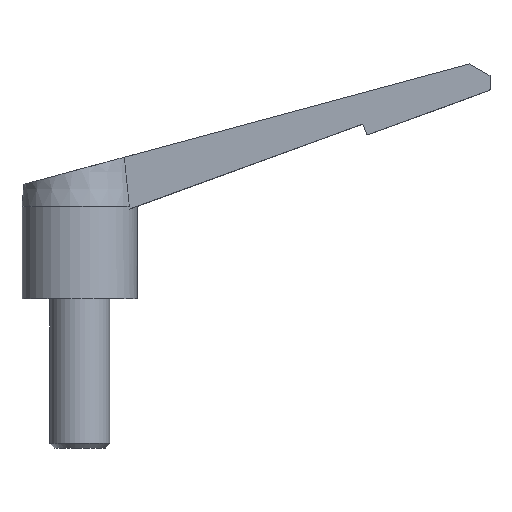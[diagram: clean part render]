
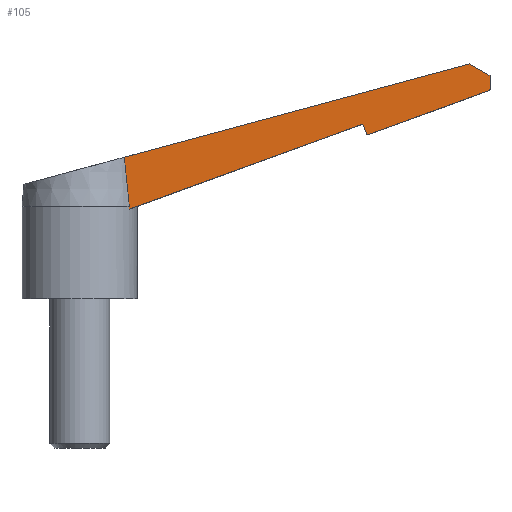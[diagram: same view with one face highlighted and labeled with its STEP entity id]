
A CAD part, top view. The second image highlights one B-rep face of the part: STEP entity #105.
In plain terms, the highlighted planar face has unit normal (0, 0, 1).
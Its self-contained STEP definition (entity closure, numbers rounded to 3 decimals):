
#105 = ADVANCED_FACE( '', ( #180 ), #181, .T. );
#180 = FACE_OUTER_BOUND( '', #269, .T. );
#181 = PLANE( '', #270 );
#269 = EDGE_LOOP( '', ( #527, #528, #529, #530, #531, #532, #533, #534, #535, #536, #537 ) );
#270 = AXIS2_PLACEMENT_3D( '', #538, #539, #540 );
#527 = ORIENTED_EDGE( '', *, *, #740, .F. );
#528 = ORIENTED_EDGE( '', *, *, #659, .F. );
#529 = ORIENTED_EDGE( '', *, *, #741, .F. );
#530 = ORIENTED_EDGE( '', *, *, #731, .T. );
#531 = ORIENTED_EDGE( '', *, *, #734, .T. );
#532 = ORIENTED_EDGE( '', *, *, #742, .T. );
#533 = ORIENTED_EDGE( '', *, *, #743, .T. );
#534 = ORIENTED_EDGE( '', *, *, #744, .T. );
#535 = ORIENTED_EDGE( '', *, *, #745, .T. );
#536 = ORIENTED_EDGE( '', *, *, #746, .T. );
#537 = ORIENTED_EDGE( '', *, *, #737, .T. );
#538 = CARTESIAN_POINT( '', ( 0., 0., 8. ) );
#539 = DIRECTION( '', ( 0., 0., 1. ) );
#540 = DIRECTION( '', ( 1., 0., 0. ) );
#659 = EDGE_CURVE( '', #779, #781, #782, .T. );
#731 = EDGE_CURVE( '', #902, #900, #903, .T. );
#734 = EDGE_CURVE( '', #900, #905, #907, .T. );
#737 = EDGE_CURVE( '', #911, #909, #912, .T. );
#740 = EDGE_CURVE( '', #781, #909, #916, .T. );
#741 = EDGE_CURVE( '', #902, #779, #917, .T. );
#742 = EDGE_CURVE( '', #905, #918, #919, .T. );
#743 = EDGE_CURVE( '', #918, #920, #921, .T. );
#744 = EDGE_CURVE( '', #920, #922, #923, .T. );
#745 = EDGE_CURVE( '', #922, #924, #925, .T. );
#746 = EDGE_CURVE( '', #924, #911, #926, .T. );
#779 = VERTEX_POINT( '', #976 );
#781 = VERTEX_POINT( '', #978 );
#782 = B_SPLINE_CURVE_WITH_KNOTS( '', 3, ( #979, #980, #981, #982, #983, #984, #985, #986, #987, #988 ), .UNSPECIFIED., .F., .F., ( 4, 2, 2, 2, 4 ), ( -0.321, -0.286, -0.248, -0.206, -0.161 ), .UNSPECIFIED. );
#900 = VERTEX_POINT( '', #1240 );
#902 = VERTEX_POINT( '', #1243 );
#903 = LINE( '', #1244, #1245 );
#905 = VERTEX_POINT( '', #1247 );
#907 = LINE( '', #1250, #1251 );
#909 = VERTEX_POINT( '', #1253 );
#911 = VERTEX_POINT( '', #1255 );
#912 = LINE( '', #1256, #1257 );
#916 = ( B_SPLINE_CURVE( 2, ( #1264, #1265, #1266 ), .UNSPECIFIED., .F., .F. )B_SPLINE_CURVE_WITH_KNOTS( ( 3, 3 ), ( 0., 11.703 ), .UNSPECIFIED. )RATIONAL_B_SPLINE_CURVE( ( 1., 1.003, 1.005 ) )BOUNDED_CURVE(  )REPRESENTATION_ITEM( '' )GEOMETRIC_REPRESENTATION_ITEM(  )CURVE(  ) );
#917 = LINE( '', #1273, #1274 );
#918 = VERTEX_POINT( '', #1275 );
#919 = CIRCLE( '', #1276, 0.4 );
#920 = VERTEX_POINT( '', #1277 );
#921 = LINE( '', #1278, #1279 );
#922 = VERTEX_POINT( '', #1280 );
#923 = CIRCLE( '', #1281, 0.5 );
#924 = VERTEX_POINT( '', #1282 );
#925 = LINE( '', #1283, #1284 );
#926 = LINE( '', #1285, #1286 );
#976 = CARTESIAN_POINT( '', ( 13.159, 24.7, 8. ) );
#978 = CARTESIAN_POINT( '', ( 13.276, 24.8, 8. ) );
#979 = CARTESIAN_POINT( '', ( 13.159, 24.7, 8. ) );
#980 = CARTESIAN_POINT( '', ( 13.159, 24.712, 8. ) );
#981 = CARTESIAN_POINT( '', ( 13.162, 24.725, 8. ) );
#982 = CARTESIAN_POINT( '', ( 13.172, 24.748, 8. ) );
#983 = CARTESIAN_POINT( '', ( 13.181, 24.76, 8. ) );
#984 = CARTESIAN_POINT( '', ( 13.201, 24.778, 8. ) );
#985 = CARTESIAN_POINT( '', ( 13.216, 24.787, 8. ) );
#986 = CARTESIAN_POINT( '', ( 13.243, 24.797, 8. ) );
#987 = CARTESIAN_POINT( '', ( 13.261, 24.8, 8. ) );
#988 = CARTESIAN_POINT( '', ( 13.276, 24.8, 8. ) );
#1240 = CARTESIAN_POINT( '', ( 75.94, 46.838, 8. ) );
#1243 = CARTESIAN_POINT( '', ( 13.159, 23.988, 8. ) );
#1244 = CARTESIAN_POINT( '', ( 0., 19.198, 8. ) );
#1245 = VECTOR( '', #1470, 1. );
#1247 = CARTESIAN_POINT( '', ( 76.863, 44.301, 8. ) );
#1250 = CARTESIAN_POINT( '', ( 75.94, 46.838, 8. ) );
#1251 = VECTOR( '', #1475, 1. );
#1253 = CARTESIAN_POINT( '', ( 11.911, 37.967, 8. ) );
#1255 = CARTESIAN_POINT( '', ( 104.5, 63., 8. ) );
#1256 = CARTESIAN_POINT( '', ( 104.5, 63., 8. ) );
#1257 = VECTOR( '', #1482, 1. );
#1264 = CARTESIAN_POINT( '', ( 13.276, 24.8, 8. ) );
#1265 = CARTESIAN_POINT( '', ( 12.567, 31.741, 8. ) );
#1266 = CARTESIAN_POINT( '', ( 11.911, 37.967, 8. ) );
#1273 = CARTESIAN_POINT( '', ( 13.159, 21.949, 8. ) );
#1274 = VECTOR( '', #1485, 1. );
#1275 = CARTESIAN_POINT( '', ( 77.376, 44.062, 8. ) );
#1276 = AXIS2_PLACEMENT_3D( '', #1486, #1487, #1488 );
#1277 = CARTESIAN_POINT( '', ( 109.671, 55.817, 8. ) );
#1278 = CARTESIAN_POINT( '', ( 77.376, 44.062, 8. ) );
#1279 = VECTOR( '', #1489, 1. );
#1280 = CARTESIAN_POINT( '', ( 110., 56.286, 8. ) );
#1281 = AXIS2_PLACEMENT_3D( '', #1490, #1491, #1492 );
#1282 = CARTESIAN_POINT( '', ( 110., 59.85, 8. ) );
#1283 = CARTESIAN_POINT( '', ( 110., 56.286, 8. ) );
#1284 = VECTOR( '', #1493, 1. );
#1285 = CARTESIAN_POINT( '', ( 110., 59.85, 8. ) );
#1286 = VECTOR( '', #1494, 1. );
#1470 = DIRECTION( '', ( 0.94, 0.342, 0. ) );
#1475 = DIRECTION( '', ( 0.342, -0.94, 0. ) );
#1482 = DIRECTION( '', ( -0.965, -0.261, 0. ) );
#1485 = DIRECTION( '', ( 0., 1., 0. ) );
#1486 = CARTESIAN_POINT( '', ( 77.239, 44.438, 8. ) );
#1487 = DIRECTION( '', ( 0., 0., 1. ) );
#1488 = DIRECTION( '', ( -0.94, -0.342, 0. ) );
#1489 = DIRECTION( '', ( 0.94, 0.342, 0. ) );
#1490 = CARTESIAN_POINT( '', ( 109.5, 56.286, 8. ) );
#1491 = DIRECTION( '', ( 0., 0., 1. ) );
#1492 = DIRECTION( '', ( 0.342, -0.94, 0. ) );
#1493 = DIRECTION( '', ( 0., 1., 0. ) );
#1494 = DIRECTION( '', ( -0.868, 0.497, 0. ) );
